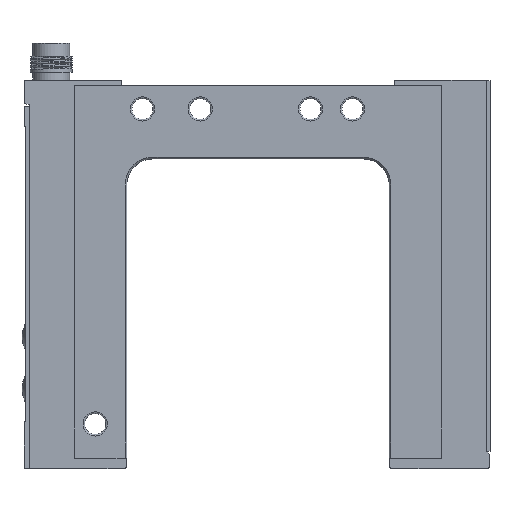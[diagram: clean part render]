
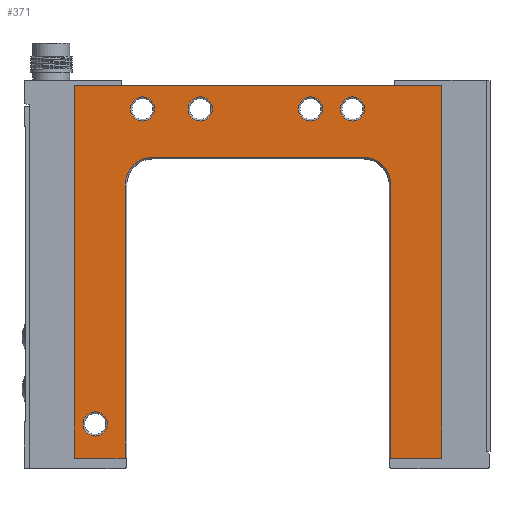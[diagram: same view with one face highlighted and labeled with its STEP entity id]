
A CAD part, top view. The second image highlights one B-rep face of the part: STEP entity #371.
In plain terms, the highlighted planar face has unit normal (0, 0, 1).
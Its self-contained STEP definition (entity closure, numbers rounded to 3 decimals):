
#153=FACE_BOUND('',#748,.T.);
#154=FACE_BOUND('',#749,.T.);
#155=FACE_BOUND('',#750,.T.);
#156=FACE_BOUND('',#751,.T.);
#157=FACE_BOUND('',#752,.T.);
#158=FACE_BOUND('',#753,.T.);
#265=CIRCLE('',#2919,2.3);
#267=CIRCLE('',#2922,2.3);
#272=CIRCLE('',#2934,5.3);
#273=CIRCLE('',#2937,5.3);
#274=CIRCLE('',#2938,2.3);
#275=CIRCLE('',#2939,2.3);
#276=CIRCLE('',#2940,2.3);
#371=ADVANCED_FACE('',(#153,#154,#155,#156,#157,#158),#510,.F.);
#510=PLANE('',#2941);
#748=EDGE_LOOP('',(#1105));
#749=EDGE_LOOP('',(#1106));
#750=EDGE_LOOP('',(#1107,#1108,#1109,#1110,#1111,#1112,#1113,#1114,#1115,
#1116));
#751=EDGE_LOOP('',(#1117));
#752=EDGE_LOOP('',(#1118));
#753=EDGE_LOOP('',(#1119));
#1105=ORIENTED_EDGE('',*,*,#2019,.T.);
#1106=ORIENTED_EDGE('',*,*,#2017,.T.);
#1107=ORIENTED_EDGE('',*,*,#2037,.T.);
#1108=ORIENTED_EDGE('',*,*,#2038,.T.);
#1109=ORIENTED_EDGE('',*,*,#2039,.T.);
#1110=ORIENTED_EDGE('',*,*,#2040,.T.);
#1111=ORIENTED_EDGE('',*,*,#2041,.T.);
#1112=ORIENTED_EDGE('',*,*,#2034,.T.);
#1113=ORIENTED_EDGE('',*,*,#2033,.T.);
#1114=ORIENTED_EDGE('',*,*,#2016,.T.);
#1115=ORIENTED_EDGE('',*,*,#2013,.T.);
#1116=ORIENTED_EDGE('',*,*,#2011,.T.);
#1117=ORIENTED_EDGE('',*,*,#2042,.T.);
#1118=ORIENTED_EDGE('',*,*,#2043,.T.);
#1119=ORIENTED_EDGE('',*,*,#2044,.T.);
#1718=VERTEX_POINT('',#4017);
#1719=VERTEX_POINT('',#4019);
#1720=VERTEX_POINT('',#4023);
#1721=VERTEX_POINT('',#4027);
#1722=VERTEX_POINT('',#4031);
#1724=VERTEX_POINT('',#4036);
#1733=VERTEX_POINT('',#4065);
#1734=VERTEX_POINT('',#4069);
#1736=VERTEX_POINT('',#4075);
#1737=VERTEX_POINT('',#4077);
#1738=VERTEX_POINT('',#4079);
#1739=VERTEX_POINT('',#4081);
#1740=VERTEX_POINT('',#4084);
#1741=VERTEX_POINT('',#4086);
#1742=VERTEX_POINT('',#4088);
#2011=EDGE_CURVE('',#1719,#1718,#2379,.T.);
#2013=EDGE_CURVE('',#1720,#1719,#2381,.T.);
#2016=EDGE_CURVE('',#1721,#1720,#2384,.T.);
#2017=EDGE_CURVE('',#1722,#1722,#265,.T.);
#2019=EDGE_CURVE('',#1724,#1724,#267,.T.);
#2033=EDGE_CURVE('',#1733,#1721,#272,.T.);
#2034=EDGE_CURVE('',#1734,#1733,#2394,.T.);
#2037=EDGE_CURVE('',#1718,#1736,#2397,.T.);
#2038=EDGE_CURVE('',#1736,#1737,#2398,.T.);
#2039=EDGE_CURVE('',#1737,#1738,#2399,.T.);
#2040=EDGE_CURVE('',#1738,#1739,#2400,.T.);
#2041=EDGE_CURVE('',#1739,#1734,#273,.T.);
#2042=EDGE_CURVE('',#1740,#1740,#274,.T.);
#2043=EDGE_CURVE('',#1741,#1741,#275,.T.);
#2044=EDGE_CURVE('',#1742,#1742,#276,.T.);
#2379=LINE('',#4018,#2664);
#2381=LINE('',#4022,#2666);
#2384=LINE('',#4028,#2669);
#2394=LINE('',#4068,#2679);
#2397=LINE('',#4074,#2682);
#2398=LINE('',#4076,#2683);
#2399=LINE('',#4078,#2684);
#2400=LINE('',#4080,#2685);
#2664=VECTOR('',#3263,1.);
#2666=VECTOR('',#3267,1.);
#2669=VECTOR('',#3272,1.);
#2679=VECTOR('',#3318,1.);
#2682=VECTOR('',#3323,1.);
#2683=VECTOR('',#3324,1.);
#2684=VECTOR('',#3325,1.);
#2685=VECTOR('',#3326,1.);
#2919=AXIS2_PLACEMENT_3D('',#4030,#3275,#3276);
#2922=AXIS2_PLACEMENT_3D('',#4035,#3281,#3282);
#2934=AXIS2_PLACEMENT_3D('',#4066,#3314,#3315);
#2937=AXIS2_PLACEMENT_3D('',#4082,#3327,#3328);
#2938=AXIS2_PLACEMENT_3D('',#4083,#3329,#3330);
#2939=AXIS2_PLACEMENT_3D('',#4085,#3331,#3332);
#2940=AXIS2_PLACEMENT_3D('',#4087,#3333,#3334);
#2941=AXIS2_PLACEMENT_3D('',#4089,#3335,#3336);
#3263=DIRECTION('',(0.,1.,0.));
#3267=DIRECTION('',(1.,0.,0.));
#3272=DIRECTION('',(0.,-1.,0.));
#3275=DIRECTION('',(0.,0.,-1.));
#3276=DIRECTION('',(-1.,0.,0.));
#3281=DIRECTION('',(0.,0.,-1.));
#3282=DIRECTION('',(-1.,0.,0.));
#3314=DIRECTION('',(0.,0.,-1.));
#3315=DIRECTION('',(-1.,0.,0.));
#3318=DIRECTION('',(1.,0.,0.));
#3323=DIRECTION('',(-1.,0.,0.));
#3324=DIRECTION('',(0.,-1.,0.));
#3325=DIRECTION('',(1.,0.,0.));
#3326=DIRECTION('',(0.,1.,0.));
#3327=DIRECTION('',(0.,0.,-1.));
#3328=DIRECTION('',(-1.,0.,0.));
#3329=DIRECTION('',(0.,0.,-1.));
#3330=DIRECTION('',(-1.,0.,0.));
#3331=DIRECTION('',(0.,0.,-1.));
#3332=DIRECTION('',(-1.,0.,0.));
#3333=DIRECTION('',(0.,0.,-1.));
#3334=DIRECTION('',(-1.,0.,0.));
#3335=DIRECTION('',(0.,0.,-1.));
#3336=DIRECTION('',(1.,0.,0.));
#4017=CARTESIAN_POINT('',(20.,35.5,-85.));
#4018=CARTESIAN_POINT('',(20.,-35.5,-85.));
#4019=CARTESIAN_POINT('',(20.,-35.5,-85.));
#4022=CARTESIAN_POINT('',(10.,-35.5,-85.));
#4023=CARTESIAN_POINT('',(10.3,-35.5,-85.));
#4027=CARTESIAN_POINT('',(10.3,16.5,-85.));
#4028=CARTESIAN_POINT('',(10.3,0.,-85.));
#4030=CARTESIAN_POINT('',(3.,31.,-85.));
#4031=CARTESIAN_POINT('',(0.7,31.,-85.));
#4035=CARTESIAN_POINT('',(-5.,31.,-85.));
#4036=CARTESIAN_POINT('',(-7.3,31.,-85.));
#4065=CARTESIAN_POINT('',(5.,21.8,-85.));
#4066=CARTESIAN_POINT('',(5.,16.5,-85.));
#4068=CARTESIAN_POINT('',(20.,21.8,-85.));
#4069=CARTESIAN_POINT('',(-35.,21.8,-85.));
#4074=CARTESIAN_POINT('',(-50.,35.5,-85.));
#4075=CARTESIAN_POINT('',(-50.,35.5,-85.));
#4076=CARTESIAN_POINT('',(-50.,-35.5,-85.));
#4077=CARTESIAN_POINT('',(-50.,-35.5,-85.));
#4078=CARTESIAN_POINT('',(-50.,-35.5,-85.));
#4079=CARTESIAN_POINT('',(-40.3,-35.5,-85.));
#4080=CARTESIAN_POINT('',(-40.3,0.,-85.));
#4081=CARTESIAN_POINT('',(-40.3,16.5,-85.));
#4082=CARTESIAN_POINT('',(-35.,16.5,-85.));
#4083=CARTESIAN_POINT('',(-46.,-29.,-85.));
#4084=CARTESIAN_POINT('',(-48.3,-29.,-85.));
#4085=CARTESIAN_POINT('',(-26.,31.,-85.));
#4086=CARTESIAN_POINT('',(-28.3,31.,-85.));
#4087=CARTESIAN_POINT('',(-37.,31.,-85.));
#4088=CARTESIAN_POINT('',(-39.3,31.,-85.));
#4089=CARTESIAN_POINT('',(20.,0.,-85.));
